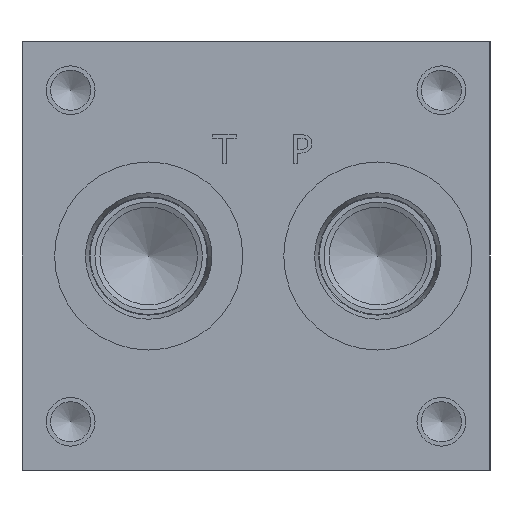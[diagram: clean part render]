
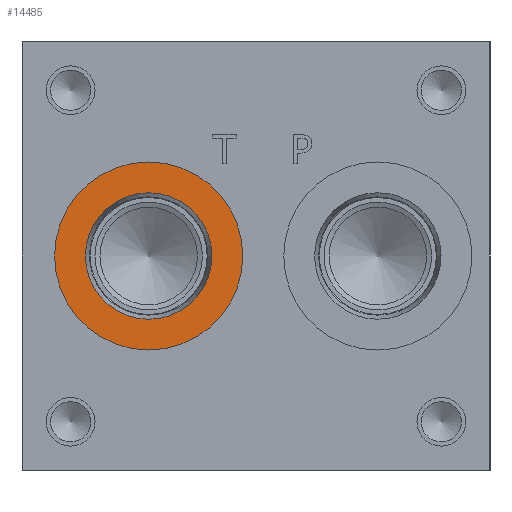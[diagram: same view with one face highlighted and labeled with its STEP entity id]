
A CAD part, left-side view. The second image highlights one B-rep face of the part: STEP entity #14485.
In plain terms, the highlighted planar face has unit normal (-1, 0, 0).
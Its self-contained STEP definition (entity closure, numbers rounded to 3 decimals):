
#295=CIRCLE('',#15164,15.316);
#296=CIRCLE('',#15165,15.316);
#297=CIRCLE('',#15167,10.3);
#298=CIRCLE('',#15168,10.3);
#601=FACE_BOUND('',#2711,.T.);
#1883=FACE_OUTER_BOUND('',#2710,.T.);
#2710=EDGE_LOOP('',(#12193,#12194));
#2711=EDGE_LOOP('',(#12195,#12196));
#6583=VERTEX_POINT('',#24752);
#6584=VERTEX_POINT('',#24754);
#6585=VERTEX_POINT('',#24758);
#6586=VERTEX_POINT('',#24759);
#8527=EDGE_CURVE('',#6583,#6584,#295,.T.);
#8528=EDGE_CURVE('',#6584,#6583,#296,.T.);
#8529=EDGE_CURVE('',#6585,#6586,#297,.T.);
#8530=EDGE_CURVE('',#6586,#6585,#298,.T.);
#12193=ORIENTED_EDGE('',*,*,#8528,.F.);
#12194=ORIENTED_EDGE('',*,*,#8527,.F.);
#12195=ORIENTED_EDGE('',*,*,#8529,.T.);
#12196=ORIENTED_EDGE('',*,*,#8530,.T.);
#13313=PLANE('',#15166);
#14485=ADVANCED_FACE('',(#1883,#601),#13313,.F.);
#15164=AXIS2_PLACEMENT_3D('',#24755,#17721,#17722);
#15165=AXIS2_PLACEMENT_3D('',#24756,#17723,#17724);
#15166=AXIS2_PLACEMENT_3D('',#24757,#17725,#17726);
#15167=AXIS2_PLACEMENT_3D('',#24760,#17727,#17728);
#15168=AXIS2_PLACEMENT_3D('',#24761,#17729,#17730);
#17721=DIRECTION('center_axis',(1.,0.,0.));
#17722=DIRECTION('ref_axis',(0.,0.,-1.));
#17723=DIRECTION('center_axis',(1.,0.,0.));
#17724=DIRECTION('ref_axis',(0.,0.,-1.));
#17725=DIRECTION('center_axis',(1.,0.,0.));
#17726=DIRECTION('ref_axis',(0.,0.,-1.));
#17727=DIRECTION('center_axis',(1.,0.,0.));
#17728=DIRECTION('ref_axis',(0.,0.,-1.));
#17729=DIRECTION('center_axis',(1.,0.,0.));
#17730=DIRECTION('ref_axis',(0.,0.,-1.));
#24752=CARTESIAN_POINT('',(0.787,55.575,19.609));
#24754=CARTESIAN_POINT('',(0.787,55.575,50.241));
#24755=CARTESIAN_POINT('Origin',(0.787,55.575,34.925));
#24756=CARTESIAN_POINT('Origin',(0.787,55.575,34.925));
#24757=CARTESIAN_POINT('Origin',(0.787,55.575,45.225));
#24758=CARTESIAN_POINT('',(0.787,55.575,45.225));
#24759=CARTESIAN_POINT('',(0.787,55.575,24.625));
#24760=CARTESIAN_POINT('Origin',(0.787,55.575,34.925));
#24761=CARTESIAN_POINT('Origin',(0.787,55.575,34.925));
